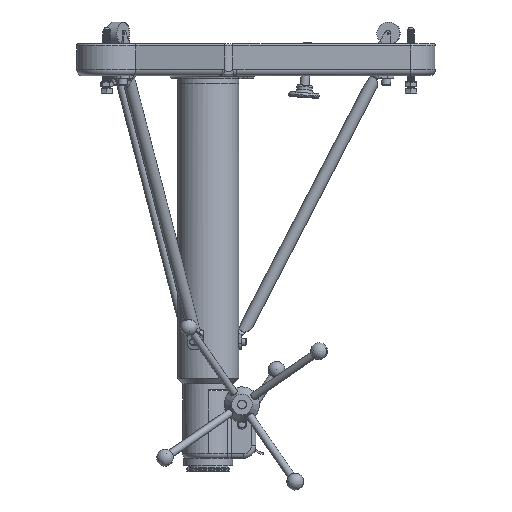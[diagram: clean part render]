
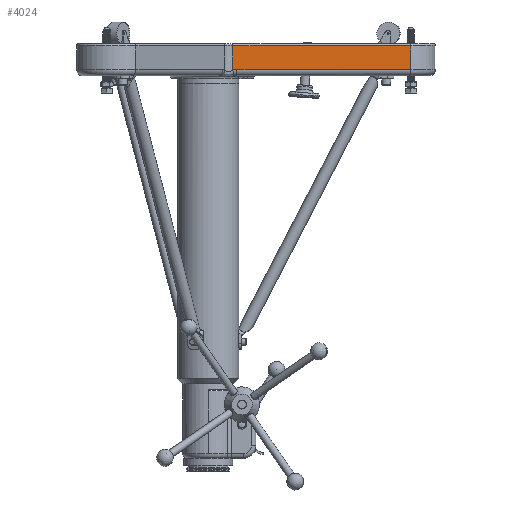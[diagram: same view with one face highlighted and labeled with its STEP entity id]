
A CAD part, front view. The second image highlights one B-rep face of the part: STEP entity #4024.
In plain terms, the highlighted planar face has unit normal (0, -1, 0).
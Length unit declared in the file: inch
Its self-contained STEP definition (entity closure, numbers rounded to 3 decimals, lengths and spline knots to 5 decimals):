
#1715 = ORIENTED_EDGE ( 'NONE', *, *, #28102, .T. ) ;
#1727 = ORIENTED_EDGE ( 'NONE', *, *, #27944, .F. ) ;
#1731 = ORIENTED_EDGE ( 'NONE', *, *, #28060, .T. ) ;
#1738 = ORIENTED_EDGE ( 'NONE', *, *, #27957, .T. ) ;
#1739 = ORIENTED_EDGE ( 'NONE', *, *, #28053, .T. ) ;
#3130 = AXIS2_PLACEMENT_3D ( 'NONE', #12539, #12548, #12549 ) ;
#4024 = ADVANCED_FACE ( 'NONE', ( #11188 ), #12546, .F. ) ;
#4369 = VERTEX_POINT ( 'NONE', #13390 ) ;
#4439 = VERTEX_POINT ( 'NONE', #13460 ) ;
#4451 = VERTEX_POINT ( 'NONE', #13472 ) ;
#4457 = VERTEX_POINT ( 'NONE', #13478 ) ;
#4467 = VERTEX_POINT ( 'NONE', #13488 ) ;
#11188 = FACE_OUTER_BOUND ( 'NONE', #26116, .T. ) ;
#12539 = CARTESIAN_POINT ( 'NONE',  ( 2.01573, -2.75, 2.5 ) ) ;
#12546 = PLANE ( 'NONE',  #3130 ) ;
#12548 = DIRECTION ( 'NONE',  ( 0., 1., 0. ) ) ;
#12549 = DIRECTION ( 'NONE',  ( -1., 0., 0. ) ) ;
#13390 = CARTESIAN_POINT ( 'NONE',  ( 16.49859, -2.75, 2.3125 ) ) ;
#13460 = CARTESIAN_POINT ( 'NONE',  ( 2.01573, -2.75, 0.33914 ) ) ;
#13472 = CARTESIAN_POINT ( 'NONE',  ( 16.49859, -2.75, 0.375 ) ) ;
#13478 = CARTESIAN_POINT ( 'NONE',  ( 2.01573, -2.75, 2.3125 ) ) ;
#13488 = CARTESIAN_POINT ( 'NONE',  ( 2.34521, -2.75, 0.375 ) ) ;
#15996 = LINE ( 'NONE', #20582, #15997 ) ;
#15997 = VECTOR ( 'NONE', #20553, 39.37008 ) ;
#16009 = LINE ( 'NONE', #20620, #16013 ) ;
#16013 = VECTOR ( 'NONE', #20623, 39.37008 ) ;
#16158 = LINE ( 'NONE', #20880, #16161 ) ;
#16161 = VECTOR ( 'NONE', #20881, 39.37008 ) ;
#16166 = LINE ( 'NONE', #20899, #16170 ) ;
#16170 = VECTOR ( 'NONE', #20900, 39.37008 ) ;
#20553 = DIRECTION ( 'NONE',  ( 0., 0., -1. ) ) ;
#20582 = CARTESIAN_POINT ( 'NONE',  ( 16.49859, -2.75, 2.5 ) ) ;
#20620 = CARTESIAN_POINT ( 'NONE',  ( 2.01573, -2.75, 2.3125 ) ) ;
#20623 = DIRECTION ( 'NONE',  ( -1., 0., 0. ) ) ;
#20880 = CARTESIAN_POINT ( 'NONE',  ( 2.01573, -2.75, 2.5 ) ) ;
#20881 = DIRECTION ( 'NONE',  ( 0., 0., -1. ) ) ;
#20899 = CARTESIAN_POINT ( 'NONE',  ( 16.49859, -2.75, 0.375 ) ) ;
#20900 = DIRECTION ( 'NONE',  ( 1., 0., 0. ) ) ;
#22203 = CARTESIAN_POINT ( 'NONE',  ( 2.07002, -2.75, 0.35077 ) ) ;
#22204 = CARTESIAN_POINT ( 'NONE',  ( 2.01573, -2.75, 0.33914 ) ) ;
#22227 = CARTESIAN_POINT ( 'NONE',  ( 2.12462, -2.75, 0.35969 ) ) ;
#22228 = CARTESIAN_POINT ( 'NONE',  ( 2.23443, -2.75, 0.3718 ) ) ;
#22229 = CARTESIAN_POINT ( 'NONE',  ( 2.28964, -2.75, 0.375 ) ) ;
#22230 = CARTESIAN_POINT ( 'NONE',  ( 2.34521, -2.75, 0.375 ) ) ;
#26116 = EDGE_LOOP ( 'NONE', ( #1727, #1738, #1739, #1715, #1731 ) ) ;
#27944 = EDGE_CURVE ( 'NONE', #4369, #4451, #15996, .T. ) ;
#27957 = EDGE_CURVE ( 'NONE', #4369, #4457, #16009, .T. ) ;
#28053 = EDGE_CURVE ( 'NONE', #4457, #4439, #16158, .T. ) ;
#28060 = EDGE_CURVE ( 'NONE', #4467, #4451, #16166, .T. ) ;
#28102 = EDGE_CURVE ( 'NONE', #4439, #4467, #28796, .T. ) ;
#28796 = B_SPLINE_CURVE_WITH_KNOTS ( 'NONE', 3,
 ( #22204, #22203, #22227, #22228, #22229, #22230 ),
 .UNSPECIFIED., .F., .F.,
 ( 4, 2, 4 ),
 ( 0., 0.00421, 0.00842 ),
 .UNSPECIFIED. ) ;
